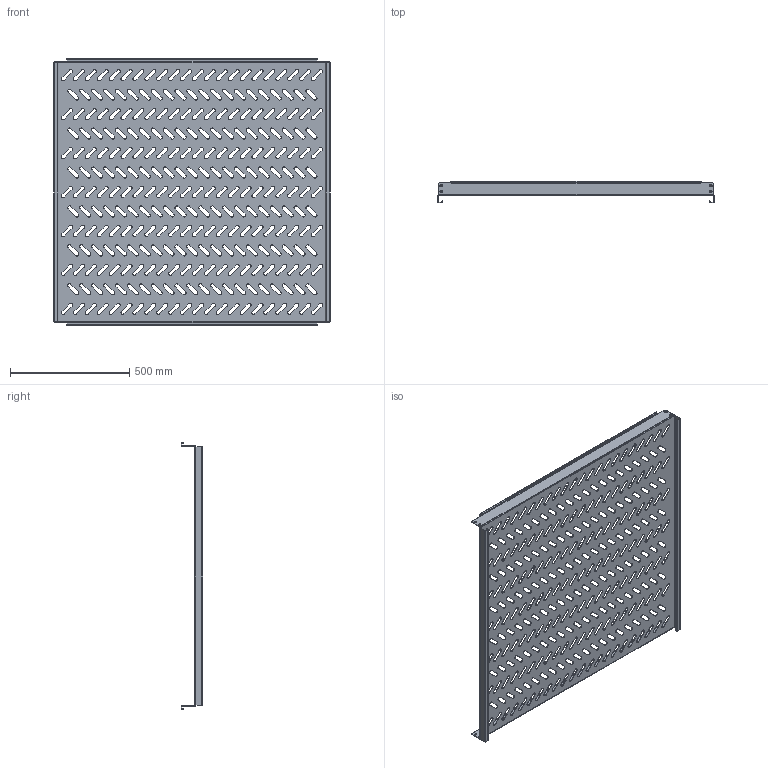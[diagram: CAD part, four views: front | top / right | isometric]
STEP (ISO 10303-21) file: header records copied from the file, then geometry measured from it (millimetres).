
FILE_DESCRIPTION (( 'STEP AP214' ), '1' );
FILE_NAME ('945.322.STEP', '2024-09-25T10:26:02', ( '' ), ( '' ), 'SwSTEP 2.0', 'SolidWorks 2021', '' );
FILE_SCHEMA (( 'AUTOMOTIVE_DESIGN' ));
Length unit declared in the file: millimetre
Products named in the file (1): 945.322
Bounding box: 1160 x 90 x 1120 mm (x, y, z)
Volume: 2622911.1 mm3; surface area: 2710200.3 mm2
Topology: 1 solids, 1 shells, 1562 faces, 4592 edges, 3032 vertices
Faces by surface type: cylinder 900, plane 654, bspline 8
Entity records: 54094 total; most frequent: CARTESIAN_POINT 9687, DIRECTION 9462, ORIENTED_EDGE 9184, EDGE_CURVE 4592, AXIS2_PLACEMENT_3D 3355, VERTEX_POINT 3032, VECTOR 2752, LINE 2752
